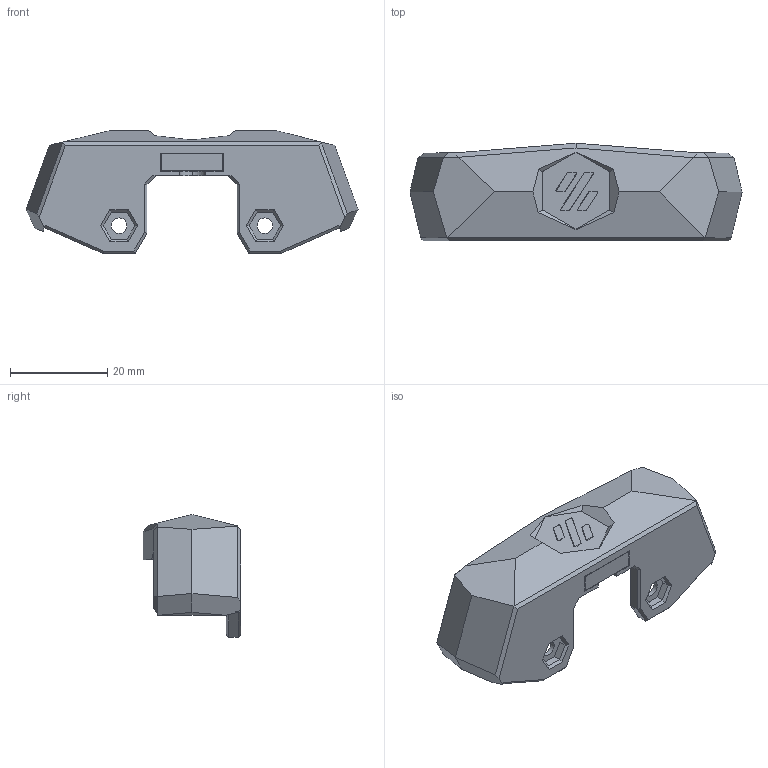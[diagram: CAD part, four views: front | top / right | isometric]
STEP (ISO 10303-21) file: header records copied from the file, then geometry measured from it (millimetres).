
FILE_DESCRIPTION(/* description */ (''),/* implementation_level */ '2;1');
FILE_NAME(/* name */ 'Stealth Bed Front v1.step',/* time_stamp */ '2022-05-18T19:59:32-04:00',/* author */ (''),/* organization */ (''),/* preprocessor_version */ 'ST-DEVELOPER v18.1',/* originating_system */ 'Autodesk Translation Framework v10.14.0.1471',/* authorisation */ '');
FILE_SCHEMA (('AUTOMOTIVE_DESIGN { 1 0 10303 214 3 1 1 }'));
Length unit declared in the file: millimetre
Products named in the file (2): Stealth Bed Front; Neopixel (1)
Assembly tree (1 placements, depth 2):
  Stealth Bed Front
    Neopixel (1)
Bounding box: 68.16 x 20 x 25.24 mm (x, y, z)
Volume: 10571.6 mm3; surface area: 7279.6 mm2
Topology: 5 solids, 5 shells, 284 faces, 742 edges, 477 vertices
Faces by surface type: plane 244, cylinder 36, bspline 2, cone 2
Full cylindrical faces by diameter (mm): 3.2 x2, 3.8 x1, 7.27 x1, 9.5 x1
Entity records: 8805 total; most frequent: CARTESIAN_POINT 1654, ORIENTED_EDGE 1484, DIRECTION 1385, EDGE_CURVE 742, LINE 657, VECTOR 657, VERTEX_POINT 477, AXIS2_PLACEMENT_3D 364
